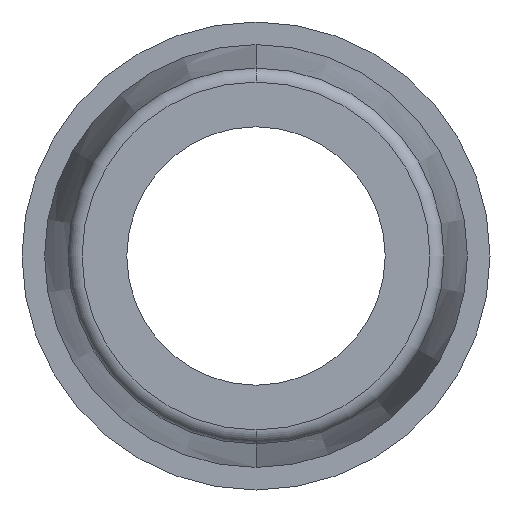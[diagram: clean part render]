
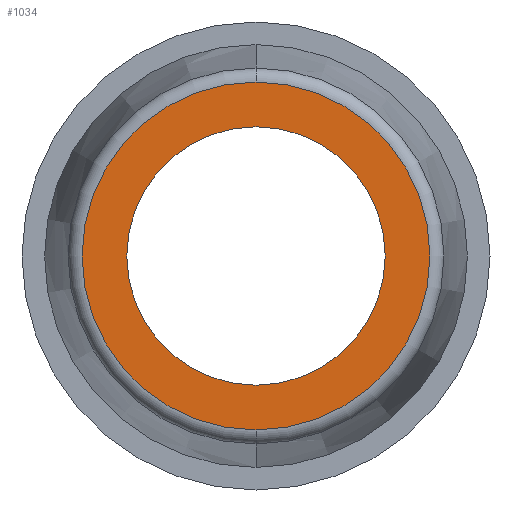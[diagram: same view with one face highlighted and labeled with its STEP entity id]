
A CAD part, front view. The second image highlights one B-rep face of the part: STEP entity #1034.
In plain terms, the highlighted planar face has unit normal (0, -1, 0).
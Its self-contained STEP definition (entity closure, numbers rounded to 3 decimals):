
#28 = CARTESIAN_POINT ( 'NONE',  ( 0., -57., -2.75 ) ) ;
#29 = CARTESIAN_POINT ( 'NONE',  ( 0., -57., 2.75 ) ) ;
#70 = CARTESIAN_POINT ( 'NONE',  ( 0., -57., 3.701 ) ) ;
#71 = CARTESIAN_POINT ( 'NONE',  ( 0., -57., -3.701 ) ) ;
#186 = CARTESIAN_POINT ( 'NONE',  ( 0., -57., 0. ) ) ;
#187 = DIRECTION ( 'NONE',  ( 0., -1., 0. ) ) ;
#188 = DIRECTION ( 'NONE',  ( 0., 0., -1. ) ) ;
#192 = CARTESIAN_POINT ( 'NONE',  ( 0., -57., 0. ) ) ;
#193 = DIRECTION ( 'NONE',  ( 0., -1., 0. ) ) ;
#194 = DIRECTION ( 'NONE',  ( 0., 0., -1. ) ) ;
#195 = CARTESIAN_POINT ( 'NONE',  ( 0., -57., 0. ) ) ;
#196 = DIRECTION ( 'NONE',  ( 0., 1., 0. ) ) ;
#197 = DIRECTION ( 'NONE',  ( 0., 0., 1. ) ) ;
#258 = VERTEX_POINT ( 'NONE', #28 ) ;
#259 = VERTEX_POINT ( 'NONE', #29 ) ;
#300 = VERTEX_POINT ( 'NONE', #70 ) ;
#301 = VERTEX_POINT ( 'NONE', #71 ) ;
#306 = EDGE_LOOP ( 'NONE', ( #383, #385 ) ) ;
#309 = EDGE_LOOP ( 'NONE', ( #386, #388 ) ) ;
#383 = ORIENTED_EDGE ( 'NONE', *, *, #489, .T. ) ;
#385 = ORIENTED_EDGE ( 'NONE', *, *, #491, .T. ) ;
#386 = ORIENTED_EDGE ( 'NONE', *, *, #492, .T. ) ;
#388 = ORIENTED_EDGE ( 'NONE', *, *, #1033, .T. ) ;
#489 = EDGE_CURVE ( 'NONE', #301, #300, #638, .T. ) ;
#491 = EDGE_CURVE ( 'NONE', #300, #301, #668, .T. ) ;
#492 = EDGE_CURVE ( 'NONE', #259, #258, #550, .T. ) ;
#550 = CIRCLE ( 'NONE', #683, 2.75 ) ;
#638 = CIRCLE ( 'NONE', #698, 3.701 ) ;
#654 = CIRCLE ( 'NONE', #665, 2.75 ) ;
#665 = AXIS2_PLACEMENT_3D ( 'NONE', #930, #931, #932 ) ;
#668 = CIRCLE ( 'NONE', #673, 3.701 ) ;
#673 = AXIS2_PLACEMENT_3D ( 'NONE', #192, #193, #194 ) ;
#679 = AXIS2_PLACEMENT_3D ( 'NONE', #934, #935, #936 ) ;
#683 = AXIS2_PLACEMENT_3D ( 'NONE', #195, #196, #197 ) ;
#698 = AXIS2_PLACEMENT_3D ( 'NONE', #186, #187, #188 ) ;
#807 = FACE_OUTER_BOUND ( 'NONE', #306, .T. ) ;
#808 = FACE_BOUND ( 'NONE', #309, .T. ) ;
#930 = CARTESIAN_POINT ( 'NONE',  ( 0., -57., 0. ) ) ;
#931 = DIRECTION ( 'NONE',  ( 0., 1., 0. ) ) ;
#932 = DIRECTION ( 'NONE',  ( 0., 0., 1. ) ) ;
#933 = PLANE ( 'NONE',  #679 ) ;
#934 = CARTESIAN_POINT ( 'NONE',  ( 3.701, -57., 0. ) ) ;
#935 = DIRECTION ( 'NONE',  ( 0., -1., 0. ) ) ;
#936 = DIRECTION ( 'NONE',  ( 0., 0., -1. ) ) ;
#1033 = EDGE_CURVE ( 'NONE', #258, #259, #654, .T. ) ;
#1034 = ADVANCED_FACE ( 'NONE', ( #807, #808 ), #933, .T. ) ;
